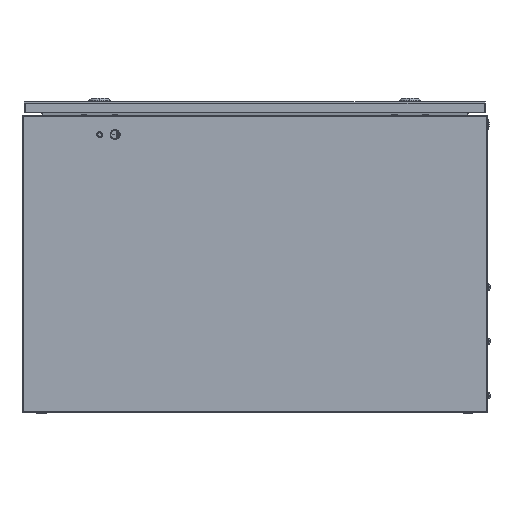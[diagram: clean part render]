
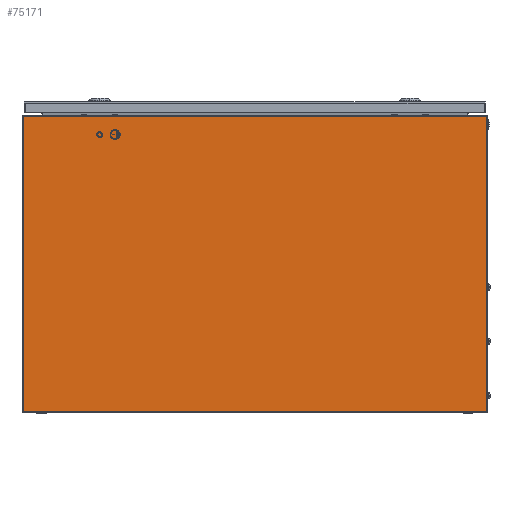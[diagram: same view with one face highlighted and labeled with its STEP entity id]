
A CAD part, left-side view. The second image highlights one B-rep face of the part: STEP entity #75171.
In plain terms, the highlighted planar face has unit normal (-1, 0, 0).
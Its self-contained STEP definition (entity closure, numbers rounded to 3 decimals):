
#725 = CARTESIAN_POINT ( 'NONE',  ( 0., 600., 383. ) ) ;
#805 = EDGE_CURVE ( 'NONE', #75133, #38723, #12601, .T. ) ;
#2688 = CARTESIAN_POINT ( 'NONE',  ( 0., 0., 383. ) ) ;
#5499 = CARTESIAN_POINT ( 'NONE',  ( 0., 600., 383. ) ) ;
#5503 = ORIENTED_EDGE ( 'NONE', *, *, #18345, .T. ) ;
#5854 = CARTESIAN_POINT ( 'NONE',  ( 0., 0., 383. ) ) ;
#7004 = LINE ( 'NONE', #5854, #53031 ) ;
#8149 = AXIS2_PLACEMENT_3D ( 'NONE', #2688, #45763, #21480 ) ;
#9221 = EDGE_LOOP ( 'NONE', ( #11832, #10815, #51546, #5503 ) ) ;
#10815 = ORIENTED_EDGE ( 'NONE', *, *, #66511, .F. ) ;
#11314 = VERTEX_POINT ( 'NONE', #27586 ) ;
#11832 = ORIENTED_EDGE ( 'NONE', *, *, #805, .T. ) ;
#12601 = LINE ( 'NONE', #30614, #28461 ) ;
#12751 = VECTOR ( 'NONE', #73192, 1000. ) ;
#18345 = EDGE_CURVE ( 'NONE', #69621, #75133, #27827, .T. ) ;
#21480 = DIRECTION ( 'NONE',  ( 0., 0., -1. ) ) ;
#21881 = FACE_OUTER_BOUND ( 'NONE', #9221, .T. ) ;
#25142 = DIRECTION ( 'NONE',  ( 0., -1., 0. ) ) ;
#27586 = CARTESIAN_POINT ( 'NONE',  ( 0., 0., 383. ) ) ;
#27827 = LINE ( 'NONE', #5499, #69929 ) ;
#28461 = VECTOR ( 'NONE', #25142, 1000. ) ;
#30614 = CARTESIAN_POINT ( 'NONE',  ( 0., 0., 0. ) ) ;
#38723 = VERTEX_POINT ( 'NONE', #58119 ) ;
#45763 = DIRECTION ( 'NONE',  ( 1., 0., 0. ) ) ;
#50768 = EDGE_CURVE ( 'NONE', #69621, #11314, #7004, .T. ) ;
#51546 = ORIENTED_EDGE ( 'NONE', *, *, #50768, .F. ) ;
#53031 = VECTOR ( 'NONE', #72714, 1000. ) ;
#55215 = LINE ( 'NONE', #67384, #12751 ) ;
#57080 = PLANE ( 'NONE',  #8149 ) ;
#58119 = CARTESIAN_POINT ( 'NONE',  ( 0., 0., 0. ) ) ;
#63792 = CARTESIAN_POINT ( 'NONE',  ( 0., 600., 0. ) ) ;
#63865 = DIRECTION ( 'NONE',  ( 0., 0., -1. ) ) ;
#66511 = EDGE_CURVE ( 'NONE', #11314, #38723, #55215, .T. ) ;
#67384 = CARTESIAN_POINT ( 'NONE',  ( 0., 0., 383. ) ) ;
#69621 = VERTEX_POINT ( 'NONE', #725 ) ;
#69929 = VECTOR ( 'NONE', #63865, 1000. ) ;
#72714 = DIRECTION ( 'NONE',  ( 0., -1., 0. ) ) ;
#73192 = DIRECTION ( 'NONE',  ( 0., 0., -1. ) ) ;
#75133 = VERTEX_POINT ( 'NONE', #63792 ) ;
#75171 = ADVANCED_FACE ( 'NONE', ( #21881 ), #57080, .F. ) ;
